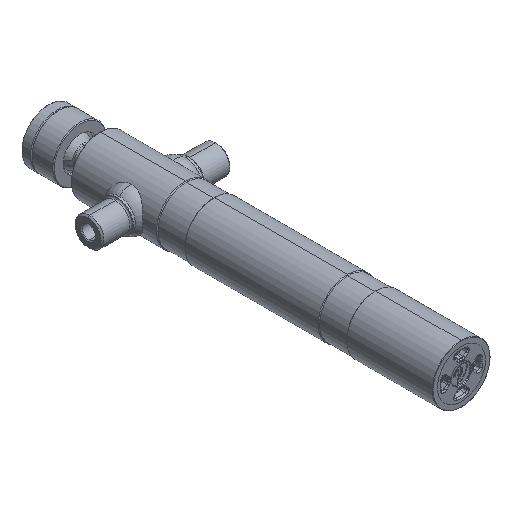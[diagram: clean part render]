
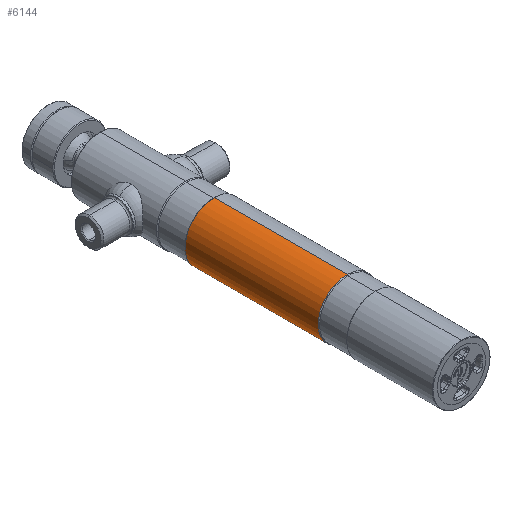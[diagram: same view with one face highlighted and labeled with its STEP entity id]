
A CAD part, isometric view. The second image highlights one B-rep face of the part: STEP entity #6144.
In plain terms, the highlighted cylindrical face has radius 40.4 mm (diameter 80.8 mm), a partial arc.
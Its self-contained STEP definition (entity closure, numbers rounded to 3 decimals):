
#114 = DIRECTION ( 'NONE',  ( 0., 0., 1. ) ) ;
#581 = DIRECTION ( 'NONE',  ( 0., 1., 0. ) ) ;
#775 = CARTESIAN_POINT ( 'NONE',  ( 0., 305.389, 0. ) ) ;
#1022 = FACE_OUTER_BOUND ( 'NONE', #6134, .T. ) ;
#1056 = CARTESIAN_POINT ( 'NONE',  ( 0., 160., 0. ) ) ;
#1064 = ORIENTED_EDGE ( 'NONE', *, *, #5468, .F. ) ;
#1273 = CARTESIAN_POINT ( 'NONE',  ( 0., 346., 40.4 ) ) ;
#1705 = VERTEX_POINT ( 'NONE', #2018 ) ;
#1740 = DIRECTION ( 'NONE',  ( 0., 0., 1. ) ) ;
#1895 = CARTESIAN_POINT ( 'NONE',  ( 0., 160., -40.4 ) ) ;
#2018 = CARTESIAN_POINT ( 'NONE',  ( 0., 160., 40.4 ) ) ;
#2098 = LINE ( 'NONE', #3918, #5562 ) ;
#2275 = AXIS2_PLACEMENT_3D ( 'NONE', #1056, #5877, #1740 ) ;
#2434 = EDGE_CURVE ( 'NONE', #1705, #6640, #7597, .T. ) ;
#2580 = DIRECTION ( 'NONE',  ( 0., 1., 0. ) ) ;
#2862 = AXIS2_PLACEMENT_3D ( 'NONE', #775, #4251, #114 ) ;
#3029 = ORIENTED_EDGE ( 'NONE', *, *, #7088, .T. ) ;
#3438 = AXIS2_PLACEMENT_3D ( 'NONE', #6677, #2580, #7340 ) ;
#3583 = ORIENTED_EDGE ( 'NONE', *, *, #2434, .T. ) ;
#3918 = CARTESIAN_POINT ( 'NONE',  ( 0., 305.389, -40.4 ) ) ;
#3992 = VECTOR ( 'NONE', #581, 1000. ) ;
#4251 = DIRECTION ( 'NONE',  ( 0., 1., 0. ) ) ;
#5292 = CARTESIAN_POINT ( 'NONE',  ( 0., 346., -40.4 ) ) ;
#5316 = DIRECTION ( 'NONE',  ( 0., 1., 0. ) ) ;
#5451 = VERTEX_POINT ( 'NONE', #5292 ) ;
#5468 = EDGE_CURVE ( 'NONE', #5451, #6640, #8255, .T. ) ;
#5562 = VECTOR ( 'NONE', #5316, 1000. ) ;
#5877 = DIRECTION ( 'NONE',  ( 0., 1., 0. ) ) ;
#6088 = CYLINDRICAL_SURFACE ( 'NONE', #2862, 40.4 ) ;
#6134 = EDGE_LOOP ( 'NONE', ( #7293, #3029, #3583, #1064 ) ) ;
#6144 = ADVANCED_FACE ( 'NONE', ( #1022 ), #6088, .T. ) ;
#6523 = VERTEX_POINT ( 'NONE', #1895 ) ;
#6640 = VERTEX_POINT ( 'NONE', #1273 ) ;
#6677 = CARTESIAN_POINT ( 'NONE',  ( 0., 346., 0. ) ) ;
#6716 = CARTESIAN_POINT ( 'NONE',  ( 0., 305.389, 40.4 ) ) ;
#7088 = EDGE_CURVE ( 'NONE', #6523, #1705, #7204, .T. ) ;
#7204 = CIRCLE ( 'NONE', #2275, 40.4 ) ;
#7293 = ORIENTED_EDGE ( 'NONE', *, *, #8833, .F. ) ;
#7340 = DIRECTION ( 'NONE',  ( 0., 0., 1. ) ) ;
#7597 = LINE ( 'NONE', #6716, #3992 ) ;
#8255 = CIRCLE ( 'NONE', #3438, 40.4 ) ;
#8833 = EDGE_CURVE ( 'NONE', #6523, #5451, #2098, .T. ) ;
